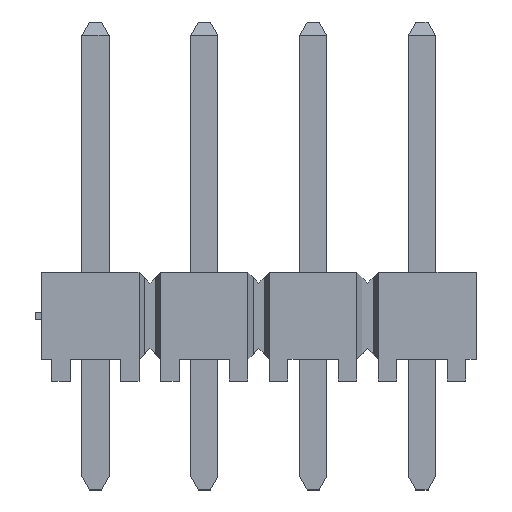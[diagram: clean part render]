
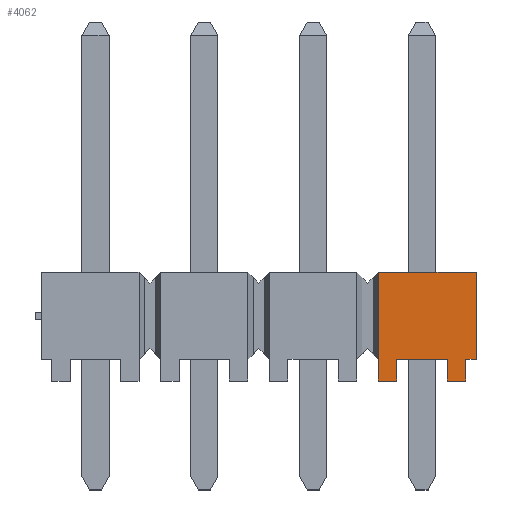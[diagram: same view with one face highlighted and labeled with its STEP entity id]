
A CAD part, top view. The second image highlights one B-rep face of the part: STEP entity #4062.
In plain terms, the highlighted planar face has unit normal (0, 0, 1).
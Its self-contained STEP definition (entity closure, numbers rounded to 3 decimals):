
#209=VERTEX_POINT('',#210);
#210=CARTESIAN_POINT('',(2.794,2.54,1.27));
#1007=VERTEX_POINT('',#1008);
#1008=CARTESIAN_POINT('',(5.08,0.508,1.27));
#1025=VERTEX_POINT('',#1026);
#1026=CARTESIAN_POINT('',(5.08,2.54,1.27));
#1032=EDGE_CURVE('',#1025,#1007,#1033,.T.);
#1033=LINE('',#1034,#1035);
#1034=CARTESIAN_POINT('',(5.08,2.54,1.27));
#1035=VECTOR('',#1036,1.0);
#1036=DIRECTION('',(0.0,-1.0,0.0));
#1325=EDGE_CURVE('',#1007,#1326,#1328,.T.);
#1326=VERTEX_POINT('',#1327);
#1327=CARTESIAN_POINT('',(4.829,0.508,1.27));
#1328=LINE('',#1329,#1330);
#1329=CARTESIAN_POINT('',(-5.08,0.508,1.27));
#1330=VECTOR('',#1331,1.0);
#1331=DIRECTION('',(-1.0,0.0,0.0));
#1350=VERTEX_POINT('',#1351);
#1351=CARTESIAN_POINT('',(4.397,0.508,1.27));
#1357=EDGE_CURVE('',#1350,#1358,#1360,.T.);
#1358=VERTEX_POINT('',#1359);
#1359=CARTESIAN_POINT('',(3.223,0.508,1.27));
#1360=LINE('',#1361,#1362);
#1361=CARTESIAN_POINT('',(-5.08,0.508,1.27));
#1362=VECTOR('',#1363,1.0);
#1363=DIRECTION('',(-1.0,0.0,0.0));
#1458=VERTEX_POINT('',#1459);
#1459=CARTESIAN_POINT('',(4.829,0.0,1.27));
#1474=EDGE_CURVE('',#1326,#1458,#1475,.T.);
#1475=LINE('',#1476,#1477);
#1476=CARTESIAN_POINT('',(4.829,2.54,1.27));
#1477=VECTOR('',#1478,1.0);
#1478=DIRECTION('',(0.0,-1.0,0.0));
#1653=VERTEX_POINT('',#1654);
#1654=CARTESIAN_POINT('',(4.397,0.0,1.27));
#1660=EDGE_CURVE('',#1653,#1350,#1661,.T.);
#1661=LINE('',#1662,#1663);
#1662=CARTESIAN_POINT('',(4.397,2.54,1.27));
#1663=VECTOR('',#1664,1.0);
#1664=DIRECTION('',(0.,1.0,0.0));
#1675=VERTEX_POINT('',#1676);
#1676=CARTESIAN_POINT('',(3.223,0.0,1.27));
#1691=EDGE_CURVE('',#1358,#1675,#1692,.T.);
#1692=LINE('',#1693,#1694);
#1693=CARTESIAN_POINT('',(3.223,2.54,1.27));
#1694=VECTOR('',#1695,1.0);
#1695=DIRECTION('',(0.0,-1.0,0.0));
#2425=VERTEX_POINT('',#2426);
#2426=CARTESIAN_POINT('',(2.794,0.508,1.27));
#2432=EDGE_CURVE('',#2425,#209,#2433,.F.);
#2433=LINE('',#2434,#2435);
#2434=CARTESIAN_POINT('',(2.794,2.54,1.27));
#2435=VECTOR('',#2436,1.0);
#2436=DIRECTION('',(0.0,-1.0,0.0));
#3028=EDGE_CURVE('',#209,#1025,#3029,.T.);
#3029=LINE('',#3030,#3031);
#3030=CARTESIAN_POINT('',(-5.08,2.54,1.27));
#3031=VECTOR('',#3032,1.0);
#3032=DIRECTION('',(1.0,0.0,0.0));
#3352=VERTEX_POINT('',#3353);
#3353=CARTESIAN_POINT('',(2.794,0.0,1.27));
#3359=EDGE_CURVE('',#3352,#2425,#3360,.T.);
#3360=LINE('',#3361,#3362);
#3361=CARTESIAN_POINT('',(2.794,2.54,1.27));
#3362=VECTOR('',#3363,1.0);
#3363=DIRECTION('',(0.,1.0,0.0));
#3834=EDGE_CURVE('',#1675,#3352,#3835,.F.);
#3835=LINE('',#3836,#3837);
#3836=CARTESIAN_POINT('',(-5.08,0.0,1.27));
#3837=VECTOR('',#3838,1.0);
#3838=DIRECTION('',(1.0,0.0,0.0));
#3868=EDGE_CURVE('',#1458,#1653,#3869,.F.);
#3869=LINE('',#3870,#3871);
#3870=CARTESIAN_POINT('',(-5.08,0.0,1.27));
#3871=VECTOR('',#3872,1.0);
#3872=DIRECTION('',(1.0,0.0,0.0));
#4062=ADVANCED_FACE('',(#4063),#4076,.F.);
#4063=FACE_BOUND('',#4064,.T.);
#4064=EDGE_LOOP('',(#4065,#4066,#4067,#4068,#4069,#4070,#4071,#4072,#4073,#4074,#4075));
#4065=ORIENTED_EDGE('',*,*,#2432,.F.);
#4066=ORIENTED_EDGE('',*,*,#3359,.F.);
#4067=ORIENTED_EDGE('',*,*,#3834,.F.);
#4068=ORIENTED_EDGE('',*,*,#1691,.F.);
#4069=ORIENTED_EDGE('',*,*,#1357,.F.);
#4070=ORIENTED_EDGE('',*,*,#1660,.F.);
#4071=ORIENTED_EDGE('',*,*,#3868,.F.);
#4072=ORIENTED_EDGE('',*,*,#1474,.F.);
#4073=ORIENTED_EDGE('',*,*,#1325,.F.);
#4074=ORIENTED_EDGE('',*,*,#1032,.F.);
#4075=ORIENTED_EDGE('',*,*,#3028,.F.);
#4076=PLANE('',#4077);
#4077=AXIS2_PLACEMENT_3D('',#4078,#4079,#4080);
#4078=CARTESIAN_POINT('',(-5.08,2.54,1.27));
#4079=DIRECTION('',(0.0,0.0,-1.0));
#4080=DIRECTION('',(-1.0,0.0,0.0));
